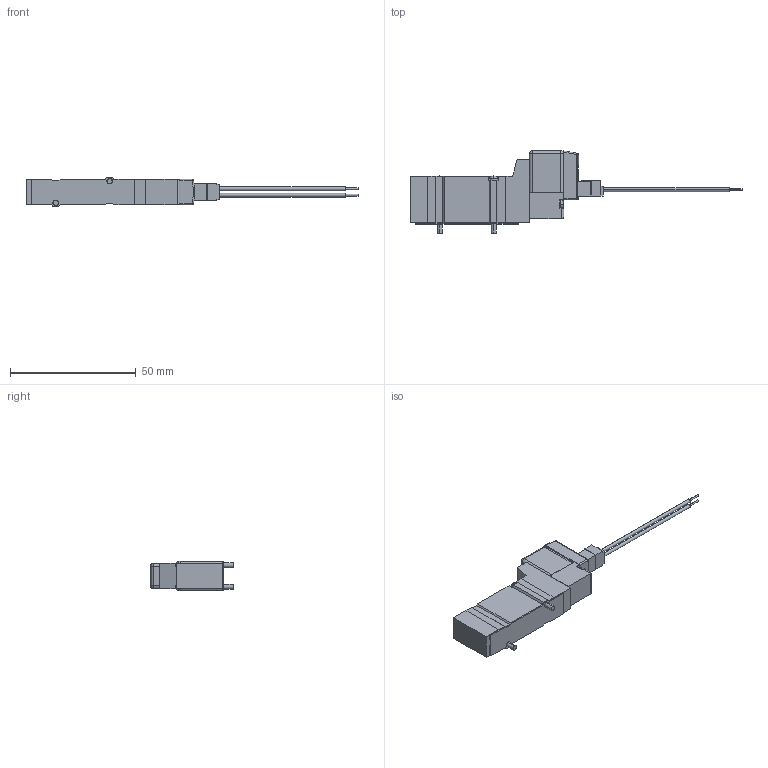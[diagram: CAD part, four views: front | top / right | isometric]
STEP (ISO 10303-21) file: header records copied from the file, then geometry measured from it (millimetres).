
FILE_DESCRIPTION (( 'STEP AP203' ), '1' );
FILE_NAME ('217-3233-000 Rev1.STEP', '2014-08-06T16:19:23', ( '' ), ( '' ), 'SwSTEP 2.0', 'SolidWorks 2014', '' );
FILE_SCHEMA (( 'CONFIG_CONTROL_DESIGN' ));
Length unit declared in the file: millimetre
Products named in the file (7): 217-3233-005 Rev1_P; 217-3233-000 Rev1; 217-3233-001 Rev1_40; 217-3233-002 Rev1_L-1; 217-3233-003 Rev1_SingleB; 217-3233-003 Rev1_SingleA; 217-3233-004 Rev1_Std
Assembly tree (6 placements, depth 2):
  217-3233-000 Rev1
    217-3233-001 Rev1_40
    217-3233-002 Rev1_L-1
    217-3233-003 Rev1_SingleB
    217-3233-003 Rev1_SingleA
    217-3233-004 Rev1_Std
    217-3233-005 Rev1_P
Bounding box: 131.8 x 32.6 x 11.8 mm (x, y, z)
Volume: 14807.5 mm3; surface area: 9757.4 mm2
Topology: 10 solids, 10 shells, 280 faces, 682 edges, 434 vertices
Faces by surface type: plane 189, cylinder 64, bspline 18, sphere 8, torus 1
Entity records: 9364 total; most frequent: CARTESIAN_POINT 2135, ORIENTED_EDGE 1340, DIRECTION 1315, EDGE_CURVE 670, VECTOR 503, LINE 503, VERTEX_POINT 434, AXIS2_PLACEMENT_3D 406
